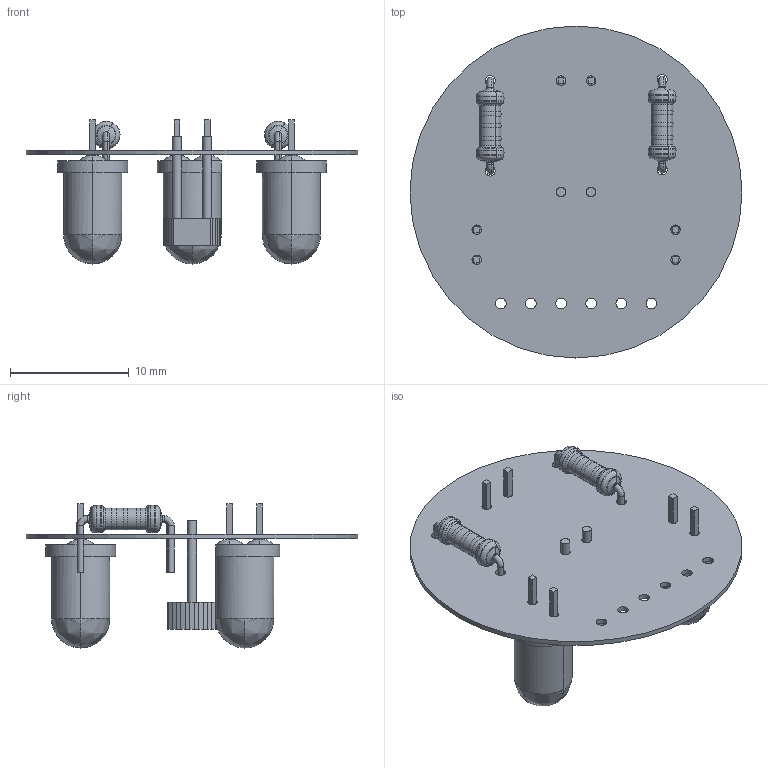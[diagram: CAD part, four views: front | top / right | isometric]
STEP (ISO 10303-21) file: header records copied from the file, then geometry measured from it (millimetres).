
FILE_DESCRIPTION(('Open CASCADE Model'),'2;1');
FILE_NAME('Open CASCADE Shape Model','2021-08-11T02:10:49',('Author'),( 'Open CASCADE'),'Open CASCADE STEP processor 6.8','Open CASCADE 6.8' ,'Unknown');
FILE_SCHEMA(('AUTOMOTIVE_DESIGN { 1 0 10303 214 1 1 1 1 }'));
Length unit declared in the file: millimetre
Products named in the file (17): PCB; Board; Open CASCADE STEP translator 6.8 1.1.1; R7; Resistor_10K_Ohm_tol1pct_0,25W__07,62; D1; LED_5mm_white_TH; R9; 5827308944; Extruded; 5047488976; Cylinder; 5827313104; R8; D3; D2
Assembly tree (19 placements, depth 4):
  PCB
    Board
      Open CASCADE STEP translator 6.8 1.1.1
    R7
      Resistor_10K_Ohm_tol1pct_0,25W__07,62
    D1
      LED_5mm_white_TH
    R9
      5827308944
        Extruded
      5047488976
        Cylinder
      5827313104
        Cylinder
    R8
      Resistor_10K_Ohm_tol1pct_0,25W__07,62
    D3
      LED_5mm_white_TH
    D2
      LED_5mm_white_TH
Bounding box: 28 x 28 x 12.15 mm (x, y, z)
Volume: 338.6 mm3; surface area: 2138.4 mm2
Topology: 18 solids, 27 shells, 281 faces, 676 edges, 407 vertices
Faces by surface type: plane 88, cylinder 69, bspline 48, torus 32, revolution 28, cone 16
Full cylindrical faces by diameter (mm): 0.762 x2, 0.8 x8, 0.85 x4, 0.9 x6, 28 x1
Entity records: 5322 total; most frequent: CARTESIAN_POINT 1296, DIRECTION 750, ORIENTED_EDGE 736, EDGE_CURVE 380, AXIS2_PLACEMENT_3D 285, VERTEX_POINT 235, FACE_BOUND 198, EDGE_LOOP 198
